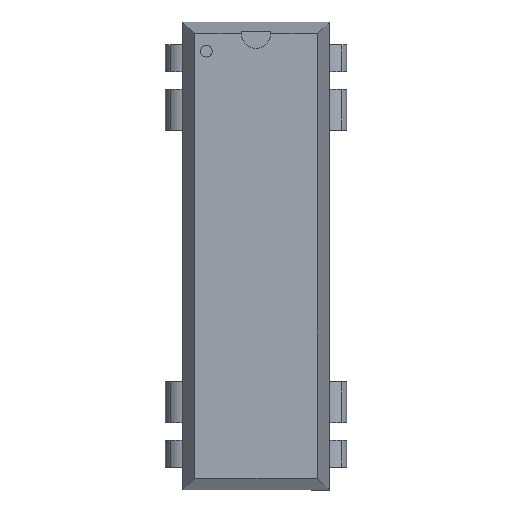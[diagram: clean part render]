
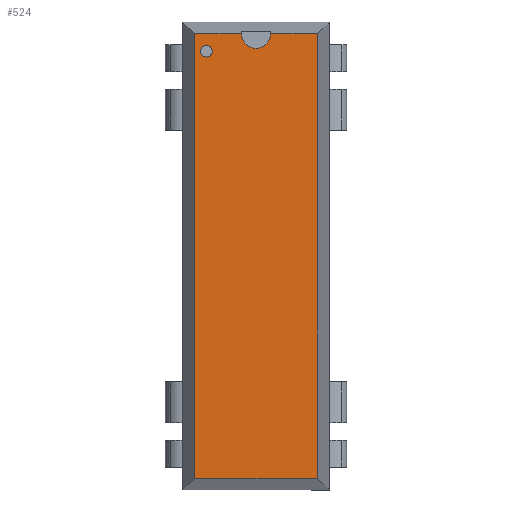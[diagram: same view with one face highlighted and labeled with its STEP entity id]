
A CAD part, top view. The second image highlights one B-rep face of the part: STEP entity #524.
In plain terms, the highlighted planar face has unit normal (0, 0, 1).
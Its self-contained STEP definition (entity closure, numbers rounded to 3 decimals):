
#72=CARTESIAN_POINT('',(0.,9.017,5.33));
#73=VERTEX_POINT('',#72);
#89=CARTESIAN_POINT('',(-0.635,9.652,5.33));
#90=VERTEX_POINT('',#89);
#97=CARTESIAN_POINT('',(0.0,9.652,5.33));
#98=DIRECTION('',(0.0,0.0,-1.0));
#99=DIRECTION('',(0.0,-1.0,0.0));
#100=AXIS2_PLACEMENT_3D('',#97,#98,#99);
#101=CIRCLE('',#100,0.635);
#102=EDGE_CURVE('',#73,#90,#101,.T.);
#114=CARTESIAN_POINT('',(-2.159,8.636,5.33));
#115=VERTEX_POINT('',#114);
#131=CARTESIAN_POINT('',(-2.159,9.144,5.33));
#132=VERTEX_POINT('',#131);
#139=CARTESIAN_POINT('',(-2.159,8.89,5.33));
#140=DIRECTION('',(0.0,0.0,-1.0));
#141=DIRECTION('',(0.0,-1.0,0.0));
#142=AXIS2_PLACEMENT_3D('',#139,#140,#141);
#143=CIRCLE('',#142,0.254);
#144=EDGE_CURVE('',#115,#132,#143,.T.);
#155=CARTESIAN_POINT('',(-2.159,8.89,5.33));
#156=DIRECTION('',(0.0,0.0,-1.0));
#157=DIRECTION('',(0.0,-1.0,0.0));
#158=AXIS2_PLACEMENT_3D('',#155,#156,#157);
#159=CIRCLE('',#158,0.254);
#160=EDGE_CURVE('',#132,#115,#159,.T.);
#228=CARTESIAN_POINT('',(0.635,9.652,5.33));
#229=VERTEX_POINT('',#228);
#252=CARTESIAN_POINT('',(0.0,9.652,5.33));
#253=DIRECTION('',(0.0,0.0,-1.0));
#254=DIRECTION('',(0.0,-1.0,0.0));
#255=AXIS2_PLACEMENT_3D('',#252,#253,#254);
#256=CIRCLE('',#255,0.635);
#257=EDGE_CURVE('',#229,#73,#256,.T.);
#288=CARTESIAN_POINT('',(2.667,9.652,5.33));
#289=VERTEX_POINT('',#288);
#290=CARTESIAN_POINT('',(0.635,9.652,5.33));
#291=DIRECTION('',(1.0,0.0,0.0));
#292=VECTOR('',#291,2.032);
#293=LINE('',#290,#292);
#294=EDGE_CURVE('',#229,#289,#293,.T.);
#312=CARTESIAN_POINT('',(-2.667,9.652,5.33));
#313=VERTEX_POINT('',#312);
#320=CARTESIAN_POINT('',(-2.667,9.652,5.33));
#321=DIRECTION('',(1.0,0.0,0.0));
#322=VECTOR('',#321,2.032);
#323=LINE('',#320,#322);
#324=EDGE_CURVE('',#313,#90,#323,.T.);
#376=CARTESIAN_POINT('',(2.667,-9.652,5.33));
#377=VERTEX_POINT('',#376);
#384=CARTESIAN_POINT('',(-2.667,-9.652,5.33));
#385=VERTEX_POINT('',#384);
#386=CARTESIAN_POINT('',(2.667,-9.652,5.33));
#387=DIRECTION('',(-1.0,0.0,0.0));
#388=VECTOR('',#387,5.334);
#389=LINE('',#386,#388);
#390=EDGE_CURVE('',#377,#385,#389,.T.);
#489=CARTESIAN_POINT('',(-2.667,-9.652,5.33));
#490=DIRECTION('',(0.0,1.0,0.0));
#491=VECTOR('',#490,19.304);
#492=LINE('',#489,#491);
#493=EDGE_CURVE('',#385,#313,#492,.T.);
#501=CARTESIAN_POINT('',(2.667,0.,5.33));
#502=DIRECTION('',(0.0,0.0,1.0));
#503=DIRECTION('',(0.0,-1.0,0.0));
#504=AXIS2_PLACEMENT_3D('',#501,#502,#503);
#505=PLANE('',#504);
#506=ORIENTED_EDGE('',*,*,#257,.T.);
#507=ORIENTED_EDGE('',*,*,#102,.T.);
#508=ORIENTED_EDGE('',*,*,#324,.F.);
#509=ORIENTED_EDGE('',*,*,#493,.F.);
#510=ORIENTED_EDGE('',*,*,#390,.F.);
#511=CARTESIAN_POINT('',(2.667,-9.652,5.33));
#512=DIRECTION('',(0.0,1.0,0.0));
#513=VECTOR('',#512,19.304);
#514=LINE('',#511,#513);
#515=EDGE_CURVE('',#377,#289,#514,.T.);
#516=ORIENTED_EDGE('',*,*,#515,.T.);
#517=ORIENTED_EDGE('',*,*,#294,.F.);
#518=EDGE_LOOP('',(#506,#507,#508,#509,#510,#516,#517));
#519=FACE_OUTER_BOUND('',#518,.T.);
#520=ORIENTED_EDGE('',*,*,#144,.T.);
#521=ORIENTED_EDGE('',*,*,#160,.T.);
#522=EDGE_LOOP('',(#520,#521));
#523=FACE_BOUND('',#522,.T.);
#524=ADVANCED_FACE('',(#519,#523),#505,.T.);
